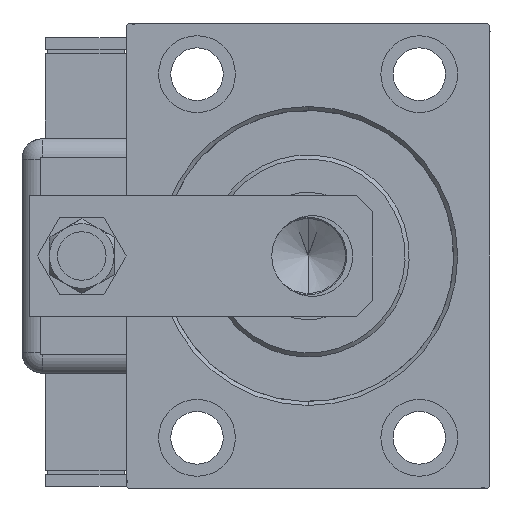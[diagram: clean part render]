
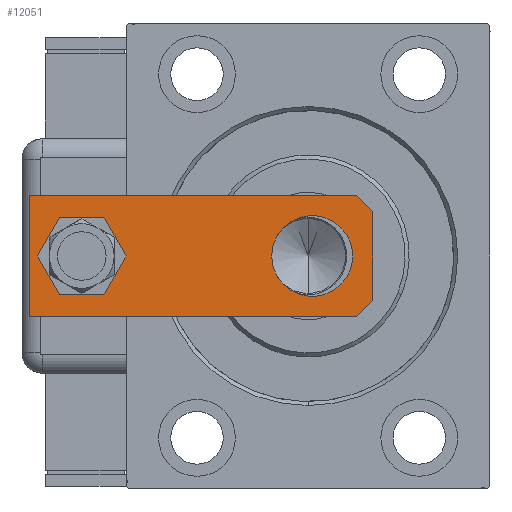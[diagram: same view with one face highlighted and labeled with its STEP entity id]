
A CAD part, left-side view. The second image highlights one B-rep face of the part: STEP entity #12051.
In plain terms, the highlighted face is planar.
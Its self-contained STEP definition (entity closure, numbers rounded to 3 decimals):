
#263 = CIRCLE ( 'NONE', #59268, 10. ) ;
#421 = LINE ( 'NONE', #18601, #21803 ) ;
#463 = LINE ( 'NONE', #50749, #46464 ) ;
#1229 = LINE ( 'NONE', #42405, #19462 ) ;
#1623 = LINE ( 'NONE', #25217, #50977 ) ;
#1703 = CARTESIAN_POINT ( 'NONE',  ( 15., 85., 0. ) ) ;
#2217 = DIRECTION ( 'NONE',  ( -0.707, 0.707, 0. ) ) ;
#2926 = VERTEX_POINT ( 'NONE', #23826 ) ;
#3178 = ORIENTED_EDGE ( 'NONE', *, *, #21220, .F. ) ;
#3653 = AXIS2_PLACEMENT_3D ( 'NONE', #5304, #42837, #42244 ) ;
#4203 = VECTOR ( 'NONE', #16341, 1000. ) ;
#4546 = VERTEX_POINT ( 'NONE', #6064 ) ;
#5304 = CARTESIAN_POINT ( 'NONE',  ( 0., 72., 0. ) ) ;
#5347 = EDGE_LOOP ( 'NONE', ( #46833, #58672 ) ) ;
#6064 = CARTESIAN_POINT ( 'NONE',  ( -15., 85., 0. ) ) ;
#7098 = EDGE_CURVE ( 'NONE', #4546, #2926, #57163, .T. ) ;
#9972 = EDGE_CURVE ( 'NONE', #40614, #28674, #29741, .T. ) ;
#12051 = ADVANCED_FACE ( 'NONE', ( #40406, #22835, #22241 ), #40696, .F. ) ;
#12551 = DIRECTION ( 'NONE',  ( 1., 0., 0. ) ) ;
#12562 = CARTESIAN_POINT ( 'NONE',  ( 0., 15., 0. ) ) ;
#12717 = VERTEX_POINT ( 'NONE', #1703 ) ;
#13147 = DIRECTION ( 'NONE',  ( 0., 0., 1. ) ) ;
#13684 = CARTESIAN_POINT ( 'NONE',  ( -11., 0., 0. ) ) ;
#13733 = CARTESIAN_POINT ( 'NONE',  ( 0., 0., 0. ) ) ;
#15131 = CARTESIAN_POINT ( 'NONE',  ( 15., 4., 0. ) ) ;
#15677 = CARTESIAN_POINT ( 'NONE',  ( -15., 85., 0. ) ) ;
#16341 = DIRECTION ( 'NONE',  ( -0.707, -0.707, 0. ) ) ;
#17104 = ORIENTED_EDGE ( 'NONE', *, *, #25331, .T. ) ;
#17974 = CARTESIAN_POINT ( 'NONE',  ( 0., 15., 0. ) ) ;
#18525 = ORIENTED_EDGE ( 'NONE', *, *, #37241, .T. ) ;
#18601 = CARTESIAN_POINT ( 'NONE',  ( 15., 0., 0. ) ) ;
#18945 = DIRECTION ( 'NONE',  ( 1., 0., 0. ) ) ;
#19462 = VECTOR ( 'NONE', #20318, 1000. ) ;
#20035 = VECTOR ( 'NONE', #34138, 1000. ) ;
#20193 = ORIENTED_EDGE ( 'NONE', *, *, #7098, .F. ) ;
#20318 = DIRECTION ( 'NONE',  ( -1., 0., 0. ) ) ;
#21220 = EDGE_CURVE ( 'NONE', #12717, #4546, #1229, .T. ) ;
#21462 = ORIENTED_EDGE ( 'NONE', *, *, #24918, .T. ) ;
#21803 = VECTOR ( 'NONE', #28253, 1000. ) ;
#22241 = FACE_BOUND ( 'NONE', #55419, .T. ) ;
#22835 = FACE_BOUND ( 'NONE', #5347, .T. ) ;
#23294 = VERTEX_POINT ( 'NONE', #13684 ) ;
#23584 = VERTEX_POINT ( 'NONE', #48501 ) ;
#23826 = CARTESIAN_POINT ( 'NONE',  ( -15., 4., 0. ) ) ;
#23998 = VERTEX_POINT ( 'NONE', #59814 ) ;
#24288 = ORIENTED_EDGE ( 'NONE', *, *, #32378, .F. ) ;
#24918 = EDGE_CURVE ( 'NONE', #43908, #59576, #263, .T. ) ;
#25217 = CARTESIAN_POINT ( 'NONE',  ( -11., 0., 0. ) ) ;
#25331 = EDGE_CURVE ( 'NONE', #23584, #23998, #39056, .T. ) ;
#26190 = DIRECTION ( 'NONE',  ( 1., 0., 0. ) ) ;
#27633 = DIRECTION ( 'NONE',  ( 0., 0., 1. ) ) ;
#28253 = DIRECTION ( 'NONE',  ( 0., 1., 0. ) ) ;
#28674 = VERTEX_POINT ( 'NONE', #45216 ) ;
#29741 = CIRCLE ( 'NONE', #3653, 7. ) ;
#31636 = DIRECTION ( 'NONE',  ( 0., 0., 1. ) ) ;
#32378 = EDGE_CURVE ( 'NONE', #23584, #12717, #421, .T. ) ;
#34138 = DIRECTION ( 'NONE',  ( 0., -1., 0. ) ) ;
#34139 = EDGE_CURVE ( 'NONE', #28674, #40614, #49935, .T. ) ;
#37084 = DIRECTION ( 'NONE',  ( 1., 0., 0. ) ) ;
#37241 = EDGE_CURVE ( 'NONE', #59576, #43908, #41181, .T. ) ;
#39056 = LINE ( 'NONE', #15131, #4203 ) ;
#40007 = EDGE_CURVE ( 'NONE', #23294, #2926, #1623, .T. ) ;
#40406 = FACE_OUTER_BOUND ( 'NONE', #57511, .T. ) ;
#40614 = VERTEX_POINT ( 'NONE', #45088 ) ;
#40696 = PLANE ( 'NONE',  #46293 ) ;
#41181 = CIRCLE ( 'NONE', #57625, 10. ) ;
#41388 = ORIENTED_EDGE ( 'NONE', *, *, #47768, .F. ) ;
#42244 = DIRECTION ( 'NONE',  ( 1., 0., 0. ) ) ;
#42405 = CARTESIAN_POINT ( 'NONE',  ( 15., 85., 0. ) ) ;
#42837 = DIRECTION ( 'NONE',  ( 0., 0., 1. ) ) ;
#43772 = CARTESIAN_POINT ( 'NONE',  ( 10., 15., 0. ) ) ;
#43908 = VERTEX_POINT ( 'NONE', #43772 ) ;
#44011 = AXIS2_PLACEMENT_3D ( 'NONE', #49834, #31636, #37084 ) ;
#45088 = CARTESIAN_POINT ( 'NONE',  ( 7., 72., 0. ) ) ;
#45216 = CARTESIAN_POINT ( 'NONE',  ( -7., 72., 0. ) ) ;
#46081 = ORIENTED_EDGE ( 'NONE', *, *, #40007, .T. ) ;
#46293 = AXIS2_PLACEMENT_3D ( 'NONE', #13733, #13147, #12551 ) ;
#46464 = VECTOR ( 'NONE', #18945, 1000. ) ;
#46833 = ORIENTED_EDGE ( 'NONE', *, *, #34139, .T. ) ;
#47768 = EDGE_CURVE ( 'NONE', #23294, #23998, #463, .T. ) ;
#48501 = CARTESIAN_POINT ( 'NONE',  ( 15., 4., 0. ) ) ;
#49529 = CARTESIAN_POINT ( 'NONE',  ( -10., 15., 0. ) ) ;
#49834 = CARTESIAN_POINT ( 'NONE',  ( 0., 72., 0. ) ) ;
#49935 = CIRCLE ( 'NONE', #44011, 7. ) ;
#50371 = DIRECTION ( 'NONE',  ( 1., 0., 0. ) ) ;
#50749 = CARTESIAN_POINT ( 'NONE',  ( -15., 0., 0. ) ) ;
#50977 = VECTOR ( 'NONE', #2217, 1000. ) ;
#55419 = EDGE_LOOP ( 'NONE', ( #18525, #21462 ) ) ;
#57163 = LINE ( 'NONE', #15677, #20035 ) ;
#57511 = EDGE_LOOP ( 'NONE', ( #41388, #46081, #20193, #3178, #24288, #17104 ) ) ;
#57625 = AXIS2_PLACEMENT_3D ( 'NONE', #12562, #58602, #26190 ) ;
#58602 = DIRECTION ( 'NONE',  ( 0., 0., 1. ) ) ;
#58672 = ORIENTED_EDGE ( 'NONE', *, *, #9972, .T. ) ;
#59268 = AXIS2_PLACEMENT_3D ( 'NONE', #17974, #27633, #50371 ) ;
#59576 = VERTEX_POINT ( 'NONE', #49529 ) ;
#59814 = CARTESIAN_POINT ( 'NONE',  ( 11., 0., 0. ) ) ;
